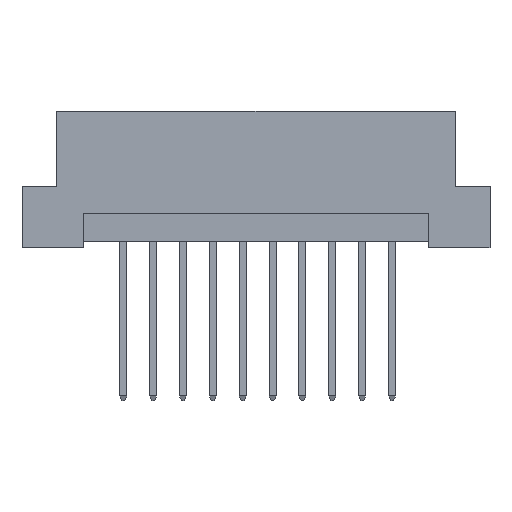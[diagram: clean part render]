
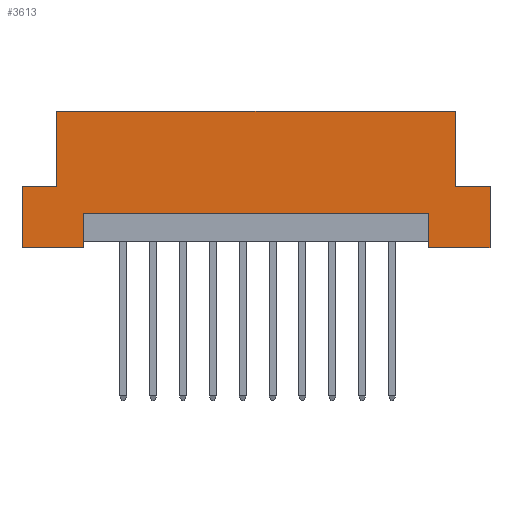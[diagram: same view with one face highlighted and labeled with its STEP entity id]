
A CAD part, front view. The second image highlights one B-rep face of the part: STEP entity #3613.
In plain terms, the highlighted planar face has unit normal (0, -1, 0).
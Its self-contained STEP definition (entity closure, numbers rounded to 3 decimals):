
#35 = ORIENTED_EDGE ( 'NONE', *, *, #3305, .F. ) ;
#56 = CARTESIAN_POINT ( 'NONE',  ( 16.94, 0., 5.2 ) ) ;
#92 = VECTOR ( 'NONE', #4815, 1000. ) ;
#130 = DIRECTION ( 'NONE',  ( 0., 0., 1. ) ) ;
#177 = VERTEX_POINT ( 'NONE', #4968 ) ;
#204 = EDGE_CURVE ( 'NONE', #6226, #177, #3760, .T. ) ;
#211 = CARTESIAN_POINT ( 'NONE',  ( 16.94, 0., 11.6 ) ) ;
#223 = CARTESIAN_POINT ( 'NONE',  ( -14.69, 0., 0. ) ) ;
#314 = DIRECTION ( 'NONE',  ( 1., 0., 0. ) ) ;
#318 = CARTESIAN_POINT ( 'NONE',  ( -19.9, 0., 5.2 ) ) ;
#328 = EDGE_CURVE ( 'NONE', #1850, #814, #3932, .T. ) ;
#356 = CARTESIAN_POINT ( 'NONE',  ( -19.9, 0., 0. ) ) ;
#384 = VECTOR ( 'NONE', #2474, 1000. ) ;
#432 = DIRECTION ( 'NONE',  ( 0., 0., 1. ) ) ;
#524 = VECTOR ( 'NONE', #432, 1000. ) ;
#590 = CARTESIAN_POINT ( 'NONE',  ( -16.94, 0., 5.2 ) ) ;
#696 = EDGE_LOOP ( 'NONE', ( #5785, #1055, #1384, #35, #4756, #3824, #1989, #3158, #3584, #1704, #6915, #4036 ) ) ;
#712 = DIRECTION ( 'NONE',  ( 1., 0., 0. ) ) ;
#814 = VERTEX_POINT ( 'NONE', #211 ) ;
#834 = DIRECTION ( 'NONE',  ( 0., 0., 1. ) ) ;
#950 = DIRECTION ( 'NONE',  ( -1., 0., 0. ) ) ;
#958 = VERTEX_POINT ( 'NONE', #5652 ) ;
#1003 = EDGE_CURVE ( 'NONE', #6226, #4189, #5153, .T. ) ;
#1055 = ORIENTED_EDGE ( 'NONE', *, *, #204, .T. ) ;
#1165 = VECTOR ( 'NONE', #950, 1000. ) ;
#1312 = CARTESIAN_POINT ( 'NONE',  ( 14.69, 0., 2.9 ) ) ;
#1384 = ORIENTED_EDGE ( 'NONE', *, *, #5396, .F. ) ;
#1704 = ORIENTED_EDGE ( 'NONE', *, *, #6415, .F. ) ;
#1790 = FACE_OUTER_BOUND ( 'NONE', #696, .T. ) ;
#1823 = DIRECTION ( 'NONE',  ( 0., 0., -1. ) ) ;
#1850 = VERTEX_POINT ( 'NONE', #2735 ) ;
#1896 = DIRECTION ( 'NONE',  ( 0., 1., 0. ) ) ;
#1989 = ORIENTED_EDGE ( 'NONE', *, *, #328, .F. ) ;
#2145 = CARTESIAN_POINT ( 'NONE',  ( 19.9, 0., 0. ) ) ;
#2346 = VECTOR ( 'NONE', #6006, 1000. ) ;
#2411 = CARTESIAN_POINT ( 'NONE',  ( -19.9, 0., 0. ) ) ;
#2420 = VECTOR ( 'NONE', #4622, 1000. ) ;
#2474 = DIRECTION ( 'NONE',  ( 1., 0., 0. ) ) ;
#2625 = VERTEX_POINT ( 'NONE', #2411 ) ;
#2735 = CARTESIAN_POINT ( 'NONE',  ( -16.94, 0., 11.6 ) ) ;
#2804 = LINE ( 'NONE', #318, #384 ) ;
#2808 = CARTESIAN_POINT ( 'NONE',  ( -19.9, 0., 5.2 ) ) ;
#2977 = CARTESIAN_POINT ( 'NONE',  ( 14.69, 0., 2.9 ) ) ;
#2983 = VECTOR ( 'NONE', #5546, 1000. ) ;
#3158 = ORIENTED_EDGE ( 'NONE', *, *, #4618, .F. ) ;
#3305 = EDGE_CURVE ( 'NONE', #5926, #4984, #4307, .T. ) ;
#3374 = LINE ( 'NONE', #56, #2983 ) ;
#3444 = LINE ( 'NONE', #5614, #2420 ) ;
#3466 = VERTEX_POINT ( 'NONE', #590 ) ;
#3519 = CARTESIAN_POINT ( 'NONE',  ( -14.69, 0., 0.5 ) ) ;
#3584 = ORIENTED_EDGE ( 'NONE', *, *, #3996, .F. ) ;
#3605 = LINE ( 'NONE', #3713, #1165 ) ;
#3613 = ADVANCED_FACE ( 'NONE', ( #1790 ), #5052, .F. ) ;
#3713 = CARTESIAN_POINT ( 'NONE',  ( -19.9, 0., 0. ) ) ;
#3760 = LINE ( 'NONE', #5939, #2346 ) ;
#3824 = ORIENTED_EDGE ( 'NONE', *, *, #5527, .T. ) ;
#3932 = LINE ( 'NONE', #6717, #4392 ) ;
#3996 = EDGE_CURVE ( 'NONE', #5495, #3466, #2804, .T. ) ;
#4027 = LINE ( 'NONE', #5630, #6520 ) ;
#4036 = ORIENTED_EDGE ( 'NONE', *, *, #6617, .F. ) ;
#4187 = CARTESIAN_POINT ( 'NONE',  ( 19.9, 0., 5.2 ) ) ;
#4189 = VERTEX_POINT ( 'NONE', #5240 ) ;
#4245 = EDGE_CURVE ( 'NONE', #958, #5926, #6097, .T. ) ;
#4307 = LINE ( 'NONE', #5482, #92 ) ;
#4392 = VECTOR ( 'NONE', #712, 1000. ) ;
#4555 = LINE ( 'NONE', #3519, #5271 ) ;
#4618 = EDGE_CURVE ( 'NONE', #3466, #1850, #4027, .T. ) ;
#4622 = DIRECTION ( 'NONE',  ( -1., 0., 0. ) ) ;
#4752 = LINE ( 'NONE', #356, #524 ) ;
#4756 = ORIENTED_EDGE ( 'NONE', *, *, #4245, .F. ) ;
#4815 = DIRECTION ( 'NONE',  ( 0., 0., -1. ) ) ;
#4912 = AXIS2_PLACEMENT_3D ( 'NONE', #6771, #1896, #130 ) ;
#4968 = CARTESIAN_POINT ( 'NONE',  ( 14.69, 0., 0. ) ) ;
#4984 = VERTEX_POINT ( 'NONE', #2145 ) ;
#5052 = PLANE ( 'NONE',  #4912 ) ;
#5101 = VECTOR ( 'NONE', #6151, 1000. ) ;
#5153 = LINE ( 'NONE', #2977, #5101 ) ;
#5240 = CARTESIAN_POINT ( 'NONE',  ( -14.69, 0., 2.9 ) ) ;
#5271 = VECTOR ( 'NONE', #1823, 1000. ) ;
#5396 = EDGE_CURVE ( 'NONE', #4984, #177, #3605, .T. ) ;
#5482 = CARTESIAN_POINT ( 'NONE',  ( 19.9, 0., 0. ) ) ;
#5495 = VERTEX_POINT ( 'NONE', #2808 ) ;
#5527 = EDGE_CURVE ( 'NONE', #958, #814, #3374, .T. ) ;
#5546 = DIRECTION ( 'NONE',  ( 0., 0., 1. ) ) ;
#5591 = CARTESIAN_POINT ( 'NONE',  ( 19.9, 0., 5.2 ) ) ;
#5614 = CARTESIAN_POINT ( 'NONE',  ( -19.9, 0., 0. ) ) ;
#5630 = CARTESIAN_POINT ( 'NONE',  ( -16.94, 0., 5.2 ) ) ;
#5652 = CARTESIAN_POINT ( 'NONE',  ( 16.94, 0., 5.2 ) ) ;
#5685 = VERTEX_POINT ( 'NONE', #223 ) ;
#5785 = ORIENTED_EDGE ( 'NONE', *, *, #1003, .F. ) ;
#5807 = EDGE_CURVE ( 'NONE', #5685, #2625, #3444, .T. ) ;
#5926 = VERTEX_POINT ( 'NONE', #4187 ) ;
#5939 = CARTESIAN_POINT ( 'NONE',  ( 14.69, 0., 0.5 ) ) ;
#6006 = DIRECTION ( 'NONE',  ( 0., 0., -1. ) ) ;
#6097 = LINE ( 'NONE', #5591, #6979 ) ;
#6151 = DIRECTION ( 'NONE',  ( -1., 0., 0. ) ) ;
#6226 = VERTEX_POINT ( 'NONE', #1312 ) ;
#6415 = EDGE_CURVE ( 'NONE', #2625, #5495, #4752, .T. ) ;
#6520 = VECTOR ( 'NONE', #834, 1000. ) ;
#6617 = EDGE_CURVE ( 'NONE', #4189, #5685, #4555, .T. ) ;
#6717 = CARTESIAN_POINT ( 'NONE',  ( -19.9, 0., 11.6 ) ) ;
#6771 = CARTESIAN_POINT ( 'NONE',  ( -19.9, 0., 11.6 ) ) ;
#6915 = ORIENTED_EDGE ( 'NONE', *, *, #5807, .F. ) ;
#6979 = VECTOR ( 'NONE', #314, 1000. ) ;
